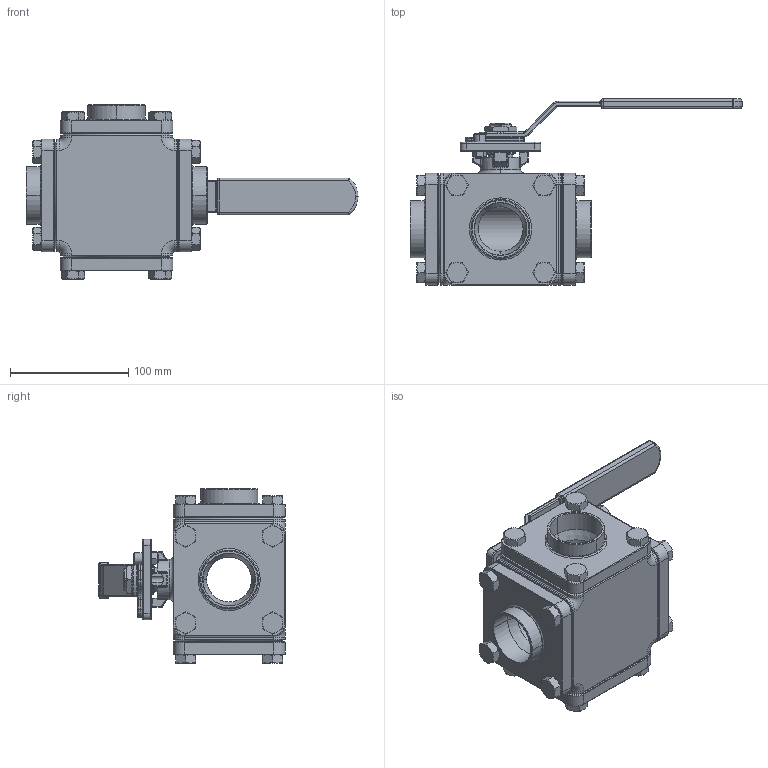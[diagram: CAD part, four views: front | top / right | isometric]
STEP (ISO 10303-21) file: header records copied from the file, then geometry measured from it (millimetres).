
FILE_DESCRIPTION (( 'STEP AP214' ), '1' );
FILE_NAME ('505T-040-3Way.STEP', '2017-10-03T01:12:42', ( '' ), ( '' ), 'SwSTEP 2.0', 'SolidWorks 2012', '' );
FILE_SCHEMA (( 'AUTOMOTIVE_DESIGN' ));
Length unit declared in the file: millimetre
Products named in the file (1): 505T-040-3Way
Bounding box: 280.5 x 157.26 x 147.1 mm (x, y, z)
Volume: 1320739.6 mm3; surface area: 164693.7 mm2
Topology: 1 solids, 2 shells, 1000 faces, 2296 edges, 1322 vertices
Faces by surface type: cone 303, cylinder 278, plane 259, torus 114, bspline 26, sphere 20
Entity records: 30401 total; most frequent: CARTESIAN_POINT 8350, DIRECTION 4730, ORIENTED_EDGE 4568, EDGE_CURVE 2284, AXIS2_PLACEMENT_3D 1990, VERTEX_POINT 1322, EDGE_LOOP 1070, CIRCLE 1015
